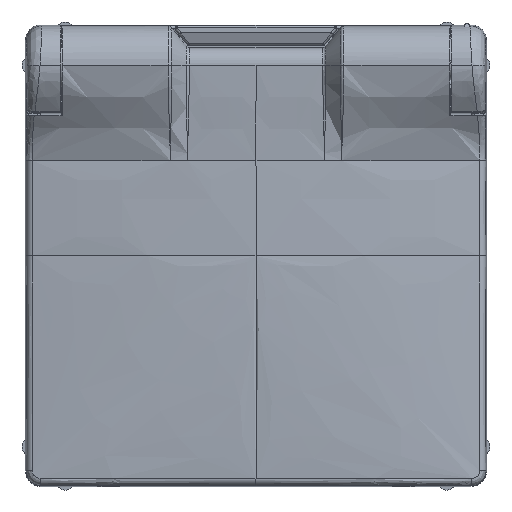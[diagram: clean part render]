
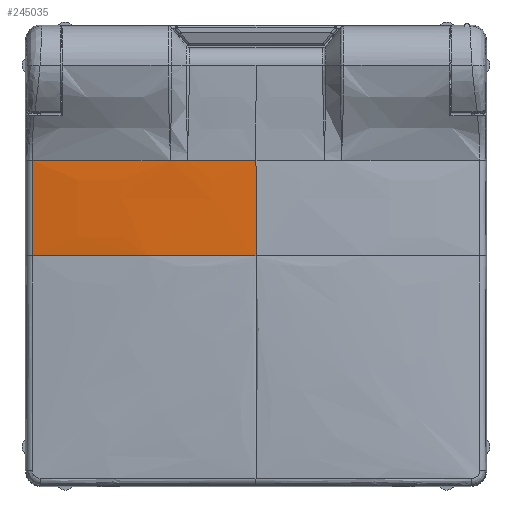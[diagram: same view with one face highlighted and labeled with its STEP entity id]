
A CAD part, top view. The second image highlights one B-rep face of the part: STEP entity #245035.
In plain terms, the highlighted face is a extrusion surface.
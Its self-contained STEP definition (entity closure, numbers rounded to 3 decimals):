
#241374=CARTESIAN_POINT('Vertex',(-25.811,11.,23.403)) ;
#241484=CARTESIAN_POINT('Vertex',(-25.811,0.,23.403)) ;
#241532=CARTESIAN_POINT('Line Origine',(-25.811,-0.354,23.403)) ;
#244977=CARTESIAN_POINT('Control Point',(0.,0.,25.3)) ;
#244978=CARTESIAN_POINT('Control Point',(-5.166,0.,25.3)) ;
#244979=CARTESIAN_POINT('Control Point',(-10.33,0.,25.205)) ;
#244980=CARTESIAN_POINT('Control Point',(-15.492,0.,24.717)) ;
#244981=CARTESIAN_POINT('Control Point',(-20.652,0.,24.161)) ;
#244982=CARTESIAN_POINT('Control Point',(-25.811,0.,23.403)) ;
#244987=CARTESIAN_POINT('Control Point',(0.,11.,25.3)) ;
#244988=CARTESIAN_POINT('Control Point',(-1.975,11.,25.3)) ;
#244989=CARTESIAN_POINT('Control Point',(-3.951,11.,25.285)) ;
#244990=CARTESIAN_POINT('Control Point',(-5.925,11.,25.235)) ;
#244991=CARTESIAN_POINT('Control Point',(-7.9,11.,25.15)) ;
#244992=CARTESIAN_POINT('Vertex',(0.,11.,25.3)) ;
#244994=CARTESIAN_POINT('Vertex',(-7.9,11.,25.15)) ;
#244998=CARTESIAN_POINT('Control Point',(-7.9,11.,25.15)) ;
#244999=CARTESIAN_POINT('Control Point',(-8.567,11.,25.122)) ;
#245000=CARTESIAN_POINT('Control Point',(-9.234,11.,25.088)) ;
#245001=CARTESIAN_POINT('Control Point',(-9.9,11.,25.051)) ;
#245002=CARTESIAN_POINT('Vertex',(-9.9,11.,25.051)) ;
#245006=CARTESIAN_POINT('Control Point',(-9.9,11.,25.051)) ;
#245007=CARTESIAN_POINT('Control Point',(-13.887,11.,24.826)) ;
#245008=CARTESIAN_POINT('Control Point',(-17.871,11.,24.45)) ;
#245009=CARTESIAN_POINT('Control Point',(-21.847,11.,23.986)) ;
#245010=CARTESIAN_POINT('Control Point',(-25.811,11.,23.403)) ;
#245013=CARTESIAN_POINT('Control Point',(0.,0.,25.3)) ;
#245014=CARTESIAN_POINT('Control Point',(-5.166,0.,25.3)) ;
#245015=CARTESIAN_POINT('Control Point',(-10.33,0.,25.205)) ;
#245016=CARTESIAN_POINT('Control Point',(-15.492,0.,24.717)) ;
#245017=CARTESIAN_POINT('Control Point',(-20.652,0.,24.161)) ;
#245018=CARTESIAN_POINT('Control Point',(-25.811,0.,23.403)) ;
#245019=CARTESIAN_POINT('Vertex',(0.,0.,25.3)) ;
#245022=CARTESIAN_POINT('Line Origine',(0.,14.,25.3)) ;
#241533=DIRECTION('Vector Direction',(0.,1.,0.)) ;
#244983=DIRECTION('Vector Direction',(0.,1.,0.)) ;
#245023=DIRECTION('Vector Direction',(0.,1.,0.)) ;
#241534=VECTOR('Line Direction',#241533,1.) ;
#244984=VECTOR('Extrusion Surface Vector',#244983,1.) ;
#245024=VECTOR('Line Direction',#245023,1.) ;
#245028=ORIENTED_EDGE('',*,*,#244996,.T.) ;
#245029=ORIENTED_EDGE('',*,*,#245004,.T.) ;
#245030=ORIENTED_EDGE('',*,*,#245011,.T.) ;
#245031=ORIENTED_EDGE('',*,*,#241536,.T.) ;
#245032=ORIENTED_EDGE('',*,*,#245021,.F.) ;
#245033=ORIENTED_EDGE('',*,*,#245026,.T.) ;
#245035=ADVANCED_FACE('PartBody',(#245034),#244985,.F.) ;
#244976=B_SPLINE_CURVE_WITH_KNOTS('',5,(#244977,#244978,#244979,#244980,#244981,#244982),.UNSPECIFIED.,.F.,.U.,(6,6),(0.,25.829),.UNSPECIFIED.) ;
#244986=B_SPLINE_CURVE_WITH_KNOTS('',4,(#244987,#244988,#244989,#244990,#244991),.UNSPECIFIED.,.F.,.U.,(5,5),(0.,7.902),.UNSPECIFIED.) ;
#244997=B_SPLINE_CURVE_WITH_KNOTS('',3,(#244998,#244999,#245000,#245001),.UNSPECIFIED.,.F.,.U.,(4,4),(0.,3.781),.UNSPECIFIED.) ;
#245005=B_SPLINE_CURVE_WITH_KNOTS('',4,(#245006,#245007,#245008,#245009,#245010),.UNSPECIFIED.,.F.,.U.,(5,5),(14.002,36.562),.UNSPECIFIED.) ;
#245012=B_SPLINE_CURVE_WITH_KNOTS('',5,(#245013,#245014,#245015,#245016,#245017,#245018),.UNSPECIFIED.,.F.,.U.,(6,6),(0.,25.829),.UNSPECIFIED.) ;
#241536=EDGE_CURVE('',#241375,#241485,#241535,.F.) ;
#244996=EDGE_CURVE('',#244993,#244995,#244986,.T.) ;
#245004=EDGE_CURVE('',#244995,#245003,#244997,.T.) ;
#245011=EDGE_CURVE('',#245003,#241375,#245005,.T.) ;
#245021=EDGE_CURVE('',#245020,#241485,#245012,.T.) ;
#245026=EDGE_CURVE('',#245020,#244993,#245025,.T.) ;
#245027=EDGE_LOOP('',(#245028,#245029,#245030,#245031,#245032,#245033)) ;
#245034=FACE_OUTER_BOUND('',#245027,.T.) ;
#241535=LINE('Line',#241532,#241534) ;
#245025=LINE('Line',#245022,#245024) ;
#244985=SURFACE_OF_LINEAR_EXTRUSION('generated tabulated cylinder',#244976,#244984) ;
#241375=VERTEX_POINT('',#241374) ;
#241485=VERTEX_POINT('',#241484) ;
#244993=VERTEX_POINT('',#244992) ;
#244995=VERTEX_POINT('',#244994) ;
#245003=VERTEX_POINT('',#245002) ;
#245020=VERTEX_POINT('',#245019) ;
